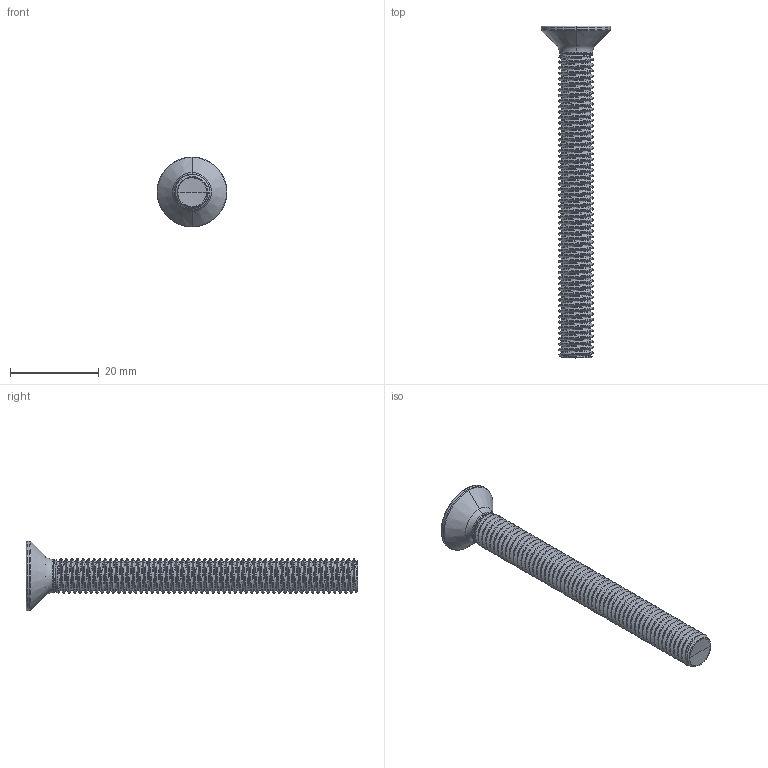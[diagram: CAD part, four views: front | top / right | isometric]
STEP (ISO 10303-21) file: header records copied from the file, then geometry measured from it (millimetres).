
FILE_DESCRIPTION (( 'STEP AP203' ), '1' );
FILE_NAME ('STM410800750.STEP', '2020-12-18T18:57:05', ( '' ), ( '' ), 'SwSTEP 2.0', 'SolidWorks 2015', '' );
FILE_SCHEMA (( 'CONFIG_CONTROL_DESIGN' ));
Length unit declared in the file: millimetre
Products named in the file (2): STM410800750
Bounding box: 15.8 x 75 x 15.8 mm (x, y, z)
Volume: 3397 mm3; surface area: 3195.6 mm2
Topology: 1 solids, 1 shells, 182 faces, 509 edges, 328 vertices
Faces by surface type: cylinder 134, bspline 18, cone 14, torus 9, plane 5, sphere 2
Entity records: 38485 total; most frequent: CARTESIAN_POINT 34507, ORIENTED_EDGE 1014, DIRECTION 597, EDGE_CURVE 507, VERTEX_POINT 328, AXIS2_PLACEMENT_3D 225, EDGE_LOOP 183, FACE_OUTER_BOUND 182
